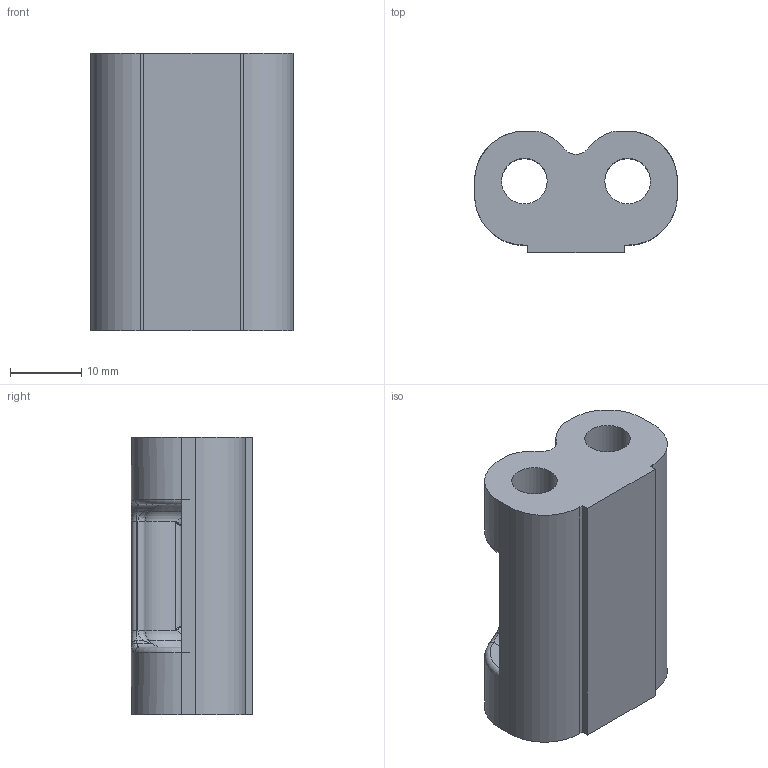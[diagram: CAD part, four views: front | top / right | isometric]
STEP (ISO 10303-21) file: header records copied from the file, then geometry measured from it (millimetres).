
FILE_DESCRIPTION(/* description */ ('HOOPS Exchange Step','CAx-IF Rec.Pracs.---Representation and Presentation of Product Manufacturing Information (PMI)---4.0---2014-10-13'),/* implementation_level */ '2;1');
FILE_NAME(/* name */ 'ctm hinge top v1 v1.step',/* time_stamp */ '2025-01-14T04:35:45-06:00',/* author */ (''),/* organization */ (''),/* preprocessor_version */ 'ST-DEVELOPER v20',/* originating_system */ 'Autodesk Translation Framework v13.20.0.188',/* authorisation */ '');
FILE_SCHEMA (('AP242_MANAGED_MODEL_BASED_3D_ENGINEERING_MIM_LF { 1 0 10303 442 1 1 4 }'));
Length unit declared in the file: millimetre
Products named in the file (2): rana_mini_hinge-step; Default
Assembly tree (1 placements, depth 2):
  rana_mini_hinge-step
    Default
Bounding box: 28.5 x 17 x 39 mm (x, y, z)
Volume: 9421.9 mm3; surface area: 5745.7 mm2
Topology: 1 solids, 1 shells, 150 faces, 393 edges, 239 vertices
Faces by surface type: cylinder 50, bspline 40, plane 32, torus 22, cone 6
Full cylindrical faces by diameter (mm): 6.4 x4
Entity records: 11328 total; most frequent: CARTESIAN_POINT 7784, ORIENTED_EDGE 786, DIRECTION 676, EDGE_CURVE 393, AXIS2_PLACEMENT_3D 281, VERTEX_POINT 239, EDGE_LOOP 154, FACE_OUTER_BOUND 150
